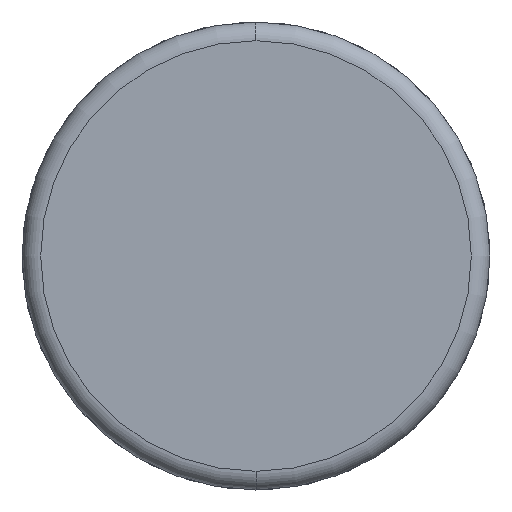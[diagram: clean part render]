
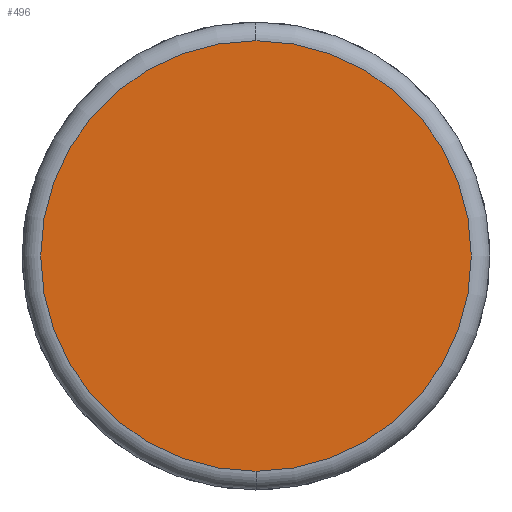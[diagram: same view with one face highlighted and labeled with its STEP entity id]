
A CAD part, front view. The second image highlights one B-rep face of the part: STEP entity #496.
In plain terms, the highlighted planar face has unit normal (0, -1, 0).
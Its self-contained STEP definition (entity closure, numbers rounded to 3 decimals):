
#24 = EDGE_CURVE ( 'NONE', #650, #134, #348, .T. ) ;
#40 = DIRECTION ( 'NONE',  ( 0., 0., 1. ) ) ;
#52 = CIRCLE ( 'NONE', #241, 2.3 ) ;
#86 = CARTESIAN_POINT ( 'NONE',  ( 0., 0., 0. ) ) ;
#120 = DIRECTION ( 'NONE',  ( 0., -1., 0. ) ) ;
#134 = VERTEX_POINT ( 'NONE', #404 ) ;
#144 = FACE_OUTER_BOUND ( 'NONE', #326, .T. ) ;
#241 = AXIS2_PLACEMENT_3D ( 'NONE', #651, #120, #339 ) ;
#242 = PLANE ( 'NONE',  #534 ) ;
#249 = AXIS2_PLACEMENT_3D ( 'NONE', #671, #506, #40 ) ;
#309 = CARTESIAN_POINT ( 'NONE',  ( 0., 0., 2.3 ) ) ;
#326 = EDGE_LOOP ( 'NONE', ( #333, #421 ) ) ;
#333 = ORIENTED_EDGE ( 'NONE', *, *, #24, .T. ) ;
#339 = DIRECTION ( 'NONE',  ( 0., 0., 1. ) ) ;
#348 = CIRCLE ( 'NONE', #249, 2.3 ) ;
#404 = CARTESIAN_POINT ( 'NONE',  ( 0., 0., -2.3 ) ) ;
#421 = ORIENTED_EDGE ( 'NONE', *, *, #453, .T. ) ;
#442 = DIRECTION ( 'NONE',  ( 0., 0., 1. ) ) ;
#453 = EDGE_CURVE ( 'NONE', #134, #650, #52, .T. ) ;
#496 = ADVANCED_FACE ( 'NONE', ( #144 ), #242, .F. ) ;
#506 = DIRECTION ( 'NONE',  ( 0., -1., 0. ) ) ;
#534 = AXIS2_PLACEMENT_3D ( 'NONE', #86, #555, #442 ) ;
#555 = DIRECTION ( 'NONE',  ( 0., 1., 0. ) ) ;
#650 = VERTEX_POINT ( 'NONE', #309 ) ;
#651 = CARTESIAN_POINT ( 'NONE',  ( 0., 0., 0. ) ) ;
#671 = CARTESIAN_POINT ( 'NONE',  ( 0., 0., 0. ) ) ;
